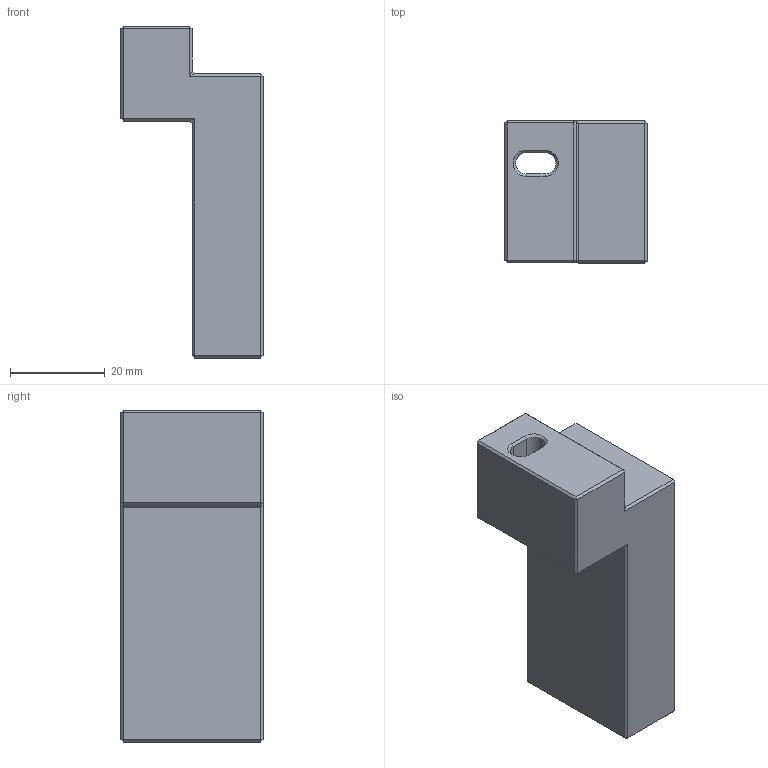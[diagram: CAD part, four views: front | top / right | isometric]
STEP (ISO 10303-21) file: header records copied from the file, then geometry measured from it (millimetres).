
FILE_DESCRIPTION(/* description */ ('Alibre Inc.'),/* implementation_level */ '2;1');
FILE_NAME(/* name */ 'export0',/* time_stamp */ '2019-12-11T09:29:46+01:00',/* author */ (''),/* organization */ (''),/* preprocessor_version */ 'ST-DEVELOPER v14',/* originating_system */ 'Alibre',/* authorisation */ '');
FILE_SCHEMA (('CONFIG_CONTROL_DESIGN'));
Length unit declared in the file: centimetre
Products named in the file (1): ID_1
Bounding box: 30 x 30 x 70.05 mm (x, y, z)
Volume: 35108.7 mm3; surface area: 8617.8 mm2
Topology: 1 solids, 1 shells, 67 faces, 138 edges, 73 vertices
Faces by surface type: plane 59, cone 4, cylinder 4
Entity records: 1703 total; most frequent: CARTESIAN_POINT 301, ORIENTED_EDGE 276, DIRECTION 217, EDGE_CURVE 138, VECTOR 116, LINE 116, AXIS2_PLACEMENT_3D 80, VERTEX_POINT 73
